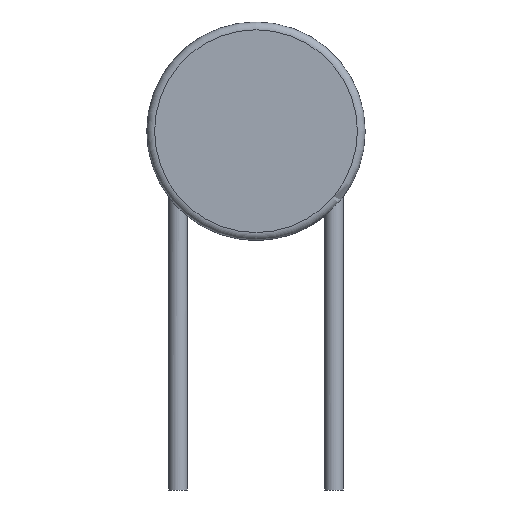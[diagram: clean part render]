
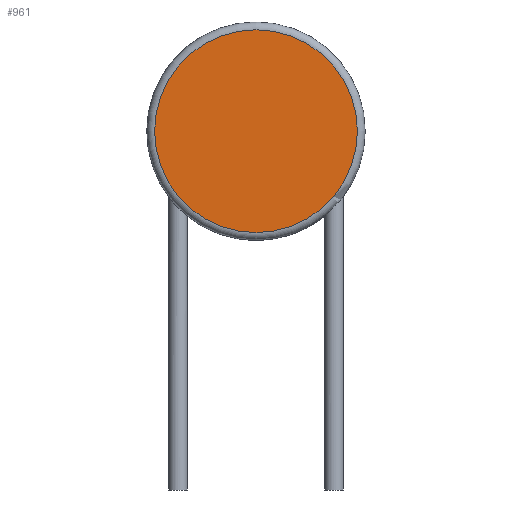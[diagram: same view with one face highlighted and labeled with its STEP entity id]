
A CAD part, front view. The second image highlights one B-rep face of the part: STEP entity #961.
In plain terms, the highlighted planar face has unit normal (0, -1, 0).
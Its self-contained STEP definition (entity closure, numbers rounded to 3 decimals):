
#302 = TOROIDAL_SURFACE('',#303,3.25,0.25);
#303 = AXIS2_PLACEMENT_3D('',#304,#305,#306);
#304 = CARTESIAN_POINT('',(0.,-1.2,9.5));
#305 = DIRECTION('',(0.,-1.,0.));
#306 = DIRECTION('',(1.,0.,0.));
#729 = VERTEX_POINT('',#730);
#730 = CARTESIAN_POINT('',(3.25,-1.45,9.5));
#750 = EDGE_CURVE('',#729,#729,#751,.T.);
#751 = SURFACE_CURVE('',#752,(#757,#763),.PCURVE_S1.);
#752 = CIRCLE('',#753,3.25);
#753 = AXIS2_PLACEMENT_3D('',#754,#755,#756);
#754 = CARTESIAN_POINT('',(0.,-1.45,9.5));
#755 = DIRECTION('',(0.,-1.,0.));
#756 = DIRECTION('',(1.,0.,0.));
#757 = PCURVE('',#302,#758);
#758 = DEFINITIONAL_REPRESENTATION('',(#759),#762);
#759 = B_SPLINE_CURVE_WITH_KNOTS('',1,(#760,#761),.UNSPECIFIED.,.F.,.F.,
  (2,2),(0.,6.283),.PIECEWISE_BEZIER_KNOTS.);
#760 = CARTESIAN_POINT('',(0.,1.571));
#761 = CARTESIAN_POINT('',(6.283,1.571));
#762 = ( GEOMETRIC_REPRESENTATION_CONTEXT(2) 
PARAMETRIC_REPRESENTATION_CONTEXT() REPRESENTATION_CONTEXT('2D SPACE',''
  ) );
#763 = PCURVE('',#764,#769);
#764 = PLANE('',#765);
#765 = AXIS2_PLACEMENT_3D('',#766,#767,#768);
#766 = CARTESIAN_POINT('',(0.,-1.45,9.5));
#767 = DIRECTION('',(0.,-1.,0.));
#768 = DIRECTION('',(0.,0.,-1.));
#769 = DEFINITIONAL_REPRESENTATION('',(#770),#774);
#770 = CIRCLE('',#771,3.25);
#771 = AXIS2_PLACEMENT_2D('',#772,#773);
#772 = CARTESIAN_POINT('',(0.,0.));
#773 = DIRECTION('',(0.,1.));
#774 = ( GEOMETRIC_REPRESENTATION_CONTEXT(2) 
PARAMETRIC_REPRESENTATION_CONTEXT() REPRESENTATION_CONTEXT('2D SPACE',''
  ) );
#961 = ADVANCED_FACE('',(#962),#764,.T.);
#962 = FACE_BOUND('',#963,.T.);
#963 = EDGE_LOOP('',(#964));
#964 = ORIENTED_EDGE('',*,*,#750,.T.);
